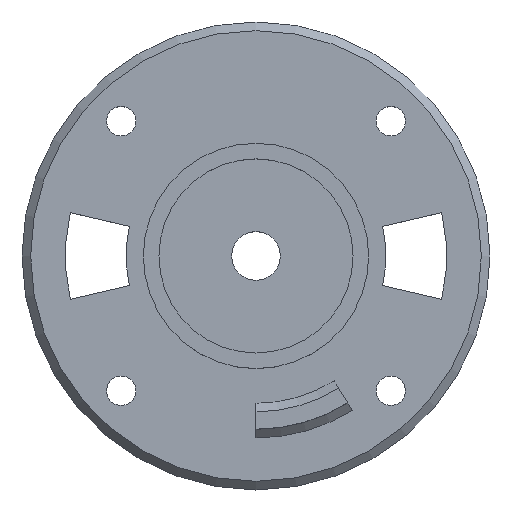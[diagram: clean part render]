
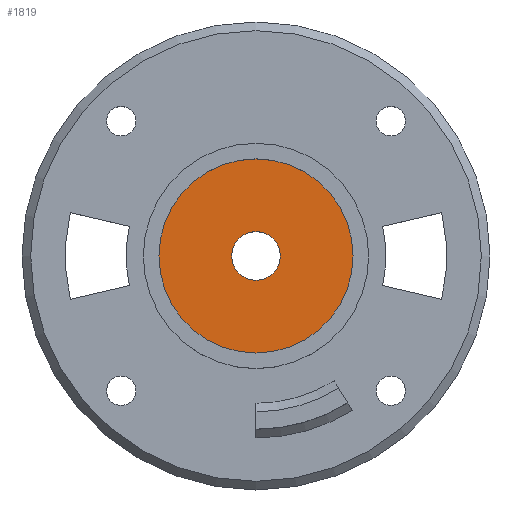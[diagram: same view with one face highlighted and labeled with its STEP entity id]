
A CAD part, top view. The second image highlights one B-rep face of the part: STEP entity #1819.
In plain terms, the highlighted planar face has unit normal (0, 0, 1).
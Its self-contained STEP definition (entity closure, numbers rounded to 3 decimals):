
#468 = CYLINDRICAL_SURFACE('',#469,2.8);
#469 = AXIS2_PLACEMENT_3D('',#470,#471,#472);
#470 = CARTESIAN_POINT('',(0.,0.,2.));
#471 = DIRECTION('',(0.,0.,1.));
#472 = DIRECTION('',(1.,0.,0.));
#1354 = EDGE_CURVE('',#1355,#1355,#1357,.T.);
#1355 = VERTEX_POINT('',#1356);
#1356 = CARTESIAN_POINT('',(2.8,0.,2.));
#1357 = SURFACE_CURVE('',#1358,(#1363,#1370),.PCURVE_S1.);
#1358 = CIRCLE('',#1359,2.8);
#1359 = AXIS2_PLACEMENT_3D('',#1360,#1361,#1362);
#1360 = CARTESIAN_POINT('',(0.,0.,2.));
#1361 = DIRECTION('',(0.,0.,1.));
#1362 = DIRECTION('',(1.,0.,0.));
#1363 = PCURVE('',#468,#1364);
#1364 = DEFINITIONAL_REPRESENTATION('',(#1365),#1369);
#1365 = LINE('',#1366,#1367);
#1366 = CARTESIAN_POINT('',(0.,0.));
#1367 = VECTOR('',#1368,1.);
#1368 = DIRECTION('',(1.,0.));
#1369 = ( GEOMETRIC_REPRESENTATION_CONTEXT(2) 
PARAMETRIC_REPRESENTATION_CONTEXT() REPRESENTATION_CONTEXT('2D SPACE',''
  ) );
#1370 = PCURVE('',#1371,#1376);
#1371 = PLANE('',#1372);
#1372 = AXIS2_PLACEMENT_3D('',#1373,#1374,#1375);
#1373 = CARTESIAN_POINT('',(0.,0.,2.));
#1374 = DIRECTION('',(0.,0.,1.));
#1375 = DIRECTION('',(1.,0.,0.));
#1376 = DEFINITIONAL_REPRESENTATION('',(#1377),#1381);
#1377 = CIRCLE('',#1378,2.8);
#1378 = AXIS2_PLACEMENT_2D('',#1379,#1380);
#1379 = CARTESIAN_POINT('',(0.,0.));
#1380 = DIRECTION('',(1.,0.));
#1381 = ( GEOMETRIC_REPRESENTATION_CONTEXT(2) 
PARAMETRIC_REPRESENTATION_CONTEXT() REPRESENTATION_CONTEXT('2D SPACE',''
  ) );
#1819 = ADVANCED_FACE('',(#1820,#1851),#1371,.T.);
#1820 = FACE_BOUND('',#1821,.T.);
#1821 = EDGE_LOOP('',(#1822));
#1822 = ORIENTED_EDGE('',*,*,#1823,.T.);
#1823 = EDGE_CURVE('',#1824,#1824,#1826,.T.);
#1824 = VERTEX_POINT('',#1825);
#1825 = CARTESIAN_POINT('',(11.2,0.,2.));
#1826 = SURFACE_CURVE('',#1827,(#1832,#1839),.PCURVE_S1.);
#1827 = CIRCLE('',#1828,11.2);
#1828 = AXIS2_PLACEMENT_3D('',#1829,#1830,#1831);
#1829 = CARTESIAN_POINT('',(0.,0.,2.));
#1830 = DIRECTION('',(0.,0.,1.));
#1831 = DIRECTION('',(1.,0.,0.));
#1832 = PCURVE('',#1371,#1833);
#1833 = DEFINITIONAL_REPRESENTATION('',(#1834),#1838);
#1834 = CIRCLE('',#1835,11.2);
#1835 = AXIS2_PLACEMENT_2D('',#1836,#1837);
#1836 = CARTESIAN_POINT('',(0.,0.));
#1837 = DIRECTION('',(1.,0.));
#1838 = ( GEOMETRIC_REPRESENTATION_CONTEXT(2) 
PARAMETRIC_REPRESENTATION_CONTEXT() REPRESENTATION_CONTEXT('2D SPACE',''
  ) );
#1839 = PCURVE('',#1840,#1845);
#1840 = CYLINDRICAL_SURFACE('',#1841,11.2);
#1841 = AXIS2_PLACEMENT_3D('',#1842,#1843,#1844);
#1842 = CARTESIAN_POINT('',(0.,0.,2.));
#1843 = DIRECTION('',(-0.,-0.,-1.));
#1844 = DIRECTION('',(1.,0.,0.));
#1845 = DEFINITIONAL_REPRESENTATION('',(#1846),#1850);
#1846 = LINE('',#1847,#1848);
#1847 = CARTESIAN_POINT('',(-0.,0.));
#1848 = VECTOR('',#1849,1.);
#1849 = DIRECTION('',(-1.,0.));
#1850 = ( GEOMETRIC_REPRESENTATION_CONTEXT(2) 
PARAMETRIC_REPRESENTATION_CONTEXT() REPRESENTATION_CONTEXT('2D SPACE',''
  ) );
#1851 = FACE_BOUND('',#1852,.T.);
#1852 = EDGE_LOOP('',(#1853));
#1853 = ORIENTED_EDGE('',*,*,#1354,.F.);
